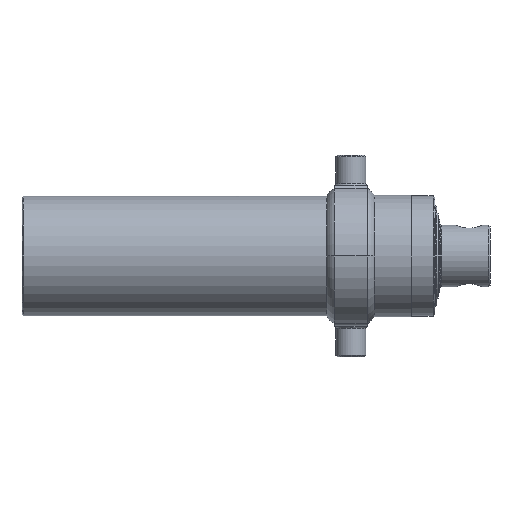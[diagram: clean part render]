
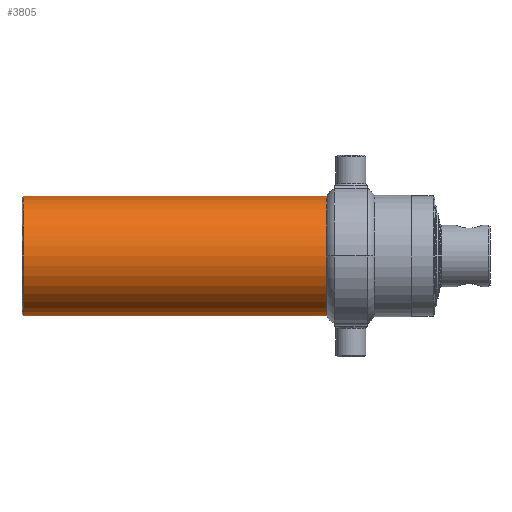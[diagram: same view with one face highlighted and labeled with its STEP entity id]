
A CAD part, left-side view. The second image highlights one B-rep face of the part: STEP entity #3805.
In plain terms, the highlighted cylindrical face has radius 100.5 mm (diameter 201 mm), a partial arc.
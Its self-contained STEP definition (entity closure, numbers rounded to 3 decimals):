
#4 = VERTEX_POINT ( 'NONE', #2940 ) ;
#132 = CARTESIAN_POINT ( 'NONE',  ( 0., 46.5, 0. ) ) ;
#135 = CARTESIAN_POINT ( 'NONE',  ( -5.469, 71.524, 100.351 ) ) ;
#163 = LINE ( 'NONE', #3822, #2812 ) ;
#188 = VERTEX_POINT ( 'NONE', #2221 ) ;
#200 = CARTESIAN_POINT ( 'NONE',  ( 0., 80., 100.5 ) ) ;
#213 = CARTESIAN_POINT ( 'NONE',  ( -5.097, 70.829, 100.371 ) ) ;
#245 = VERTEX_POINT ( 'NONE', #4088 ) ;
#268 = CARTESIAN_POINT ( 'NONE',  ( -1.552, 79.799, 100.488 ) ) ;
#275 = CARTESIAN_POINT ( 'NONE',  ( -4.772, 70.341, 100.387 ) ) ;
#299 = CARTESIAN_POINT ( 'NONE',  ( 0., 624., 0. ) ) ;
#345 = EDGE_CURVE ( 'NONE', #4, #2489, #4125, .T. ) ;
#376 = CARTESIAN_POINT ( 'NONE',  ( -1.929, 79.685, 100.482 ) ) ;
#390 = CARTESIAN_POINT ( 'NONE',  ( -1.558, 68.193, 100.489 ) ) ;
#417 = CARTESIAN_POINT ( 'NONE',  ( 0., 68., 100.5 ) ) ;
#465 = CARTESIAN_POINT ( 'NONE',  ( -3.66, 69.23, 100.434 ) ) ;
#477 = DIRECTION ( 'NONE',  ( 0., 0., 1. ) ) ;
#478 = CYLINDRICAL_SURFACE ( 'NONE', #3993, 100.5 ) ;
#572 = DIRECTION ( 'NONE',  ( 0., -1., 0. ) ) ;
#573 = FACE_OUTER_BOUND ( 'NONE', #3613, .T. ) ;
#638 = DIRECTION ( 'NONE',  ( 0., 0., 1. ) ) ;
#831 = ORIENTED_EDGE ( 'NONE', *, *, #4343, .F. ) ;
#862 = CARTESIAN_POINT ( 'NONE',  ( -5.097, 77.171, 100.371 ) ) ;
#880 = DIRECTION ( 'NONE',  ( 0., -1., 0. ) ) ;
#894 = ORIENTED_EDGE ( 'NONE', *, *, #345, .F. ) ;
#928 = CARTESIAN_POINT ( 'NONE',  ( -5.552, 76.3, 100.347 ) ) ;
#989 = LINE ( 'NONE', #3663, #1915 ) ;
#1069 = CARTESIAN_POINT ( 'NONE',  ( 0., 68., 100.5 ) ) ;
#1165 = CARTESIAN_POINT ( 'NONE',  ( -5.846, 75.364, 100.33 ) ) ;
#1206 = CARTESIAN_POINT ( 'NONE',  ( -4.524, 70.038, 100.399 ) ) ;
#1215 = CARTESIAN_POINT ( 'NONE',  ( 0., 498.63, 100.5 ) ) ;
#1254 = CARTESIAN_POINT ( 'NONE',  ( 0., 498.63, 0. ) ) ;
#1294 = CARTESIAN_POINT ( 'NONE',  ( -6., 73.611, 100.321 ) ) ;
#1310 = CARTESIAN_POINT ( 'NONE',  ( -5.798, 75.557, 100.333 ) ) ;
#1336 = CARTESIAN_POINT ( 'NONE',  ( -5.695, 72.069, 100.339 ) ) ;
#1397 = CARTESIAN_POINT ( 'NONE',  ( -2.116, 79.618, 100.478 ) ) ;
#1430 = CARTESIAN_POINT ( 'NONE',  ( -5.198, 70.997, 100.366 ) ) ;
#1517 = EDGE_CURVE ( 'NONE', #245, #3126, #163, .T. ) ;
#1524 = CARTESIAN_POINT ( 'NONE',  ( -5.808, 72.443, 100.332 ) ) ;
#1590 = ORIENTED_EDGE ( 'NONE', *, *, #1802, .F. ) ;
#1603 = VERTEX_POINT ( 'NONE', #3502 ) ;
#1605 = CARTESIAN_POINT ( 'NONE',  ( -5.961, 73.213, 100.323 ) ) ;
#1753 = DIRECTION ( 'NONE',  ( 0., -1., 0. ) ) ;
#1756 = AXIS2_PLACEMENT_3D ( 'NONE', #132, #2538, #477 ) ;
#1802 = EDGE_CURVE ( 'NONE', #2489, #188, #2748, .T. ) ;
#1805 = CARTESIAN_POINT ( 'NONE',  ( -2.661, 79.392, 100.465 ) ) ;
#1855 = CARTESIAN_POINT ( 'NONE',  ( -5.384, 71.345, 100.356 ) ) ;
#1902 = CARTESIAN_POINT ( 'NONE',  ( 0., 46.5, -100.5 ) ) ;
#1915 = VECTOR ( 'NONE', #3649, 1000. ) ;
#1925 = VECTOR ( 'NONE', #880, 1000. ) ;
#1964 = CARTESIAN_POINT ( 'NONE',  ( -3.964, 69.478, 100.422 ) ) ;
#2221 = CARTESIAN_POINT ( 'NONE',  ( 0., 46.5, 100.5 ) ) ;
#2279 = CARTESIAN_POINT ( 'NONE',  ( -3.658, 78.772, 100.434 ) ) ;
#2347 = CARTESIAN_POINT ( 'NONE',  ( -3.005, 68.803, 100.455 ) ) ;
#2489 = VERTEX_POINT ( 'NONE', #1069 ) ;
#2529 = CIRCLE ( 'NONE', #2567, 100.5 ) ;
#2538 = DIRECTION ( 'NONE',  ( 0., -1., 0. ) ) ;
#2567 = AXIS2_PLACEMENT_3D ( 'NONE', #299, #2708, #638 ) ;
#2661 = CARTESIAN_POINT ( 'NONE',  ( -0.397, 80., 100.5 ) ) ;
#2662 = ORIENTED_EDGE ( 'NONE', *, *, #2759, .F. ) ;
#2708 = DIRECTION ( 'NONE',  ( 0., -1., 0. ) ) ;
#2711 = CARTESIAN_POINT ( 'NONE',  ( -5.962, 74.783, 100.323 ) ) ;
#2737 = ORIENTED_EDGE ( 'NONE', *, *, #3224, .T. ) ;
#2740 = CIRCLE ( 'NONE', #1756, 100.5 ) ;
#2748 = LINE ( 'NONE', #1215, #1925 ) ;
#2759 = EDGE_CURVE ( 'NONE', #1603, #4, #989, .T. ) ;
#2793 = CARTESIAN_POINT ( 'NONE',  ( -3.967, 78.519, 100.422 ) ) ;
#2812 = VECTOR ( 'NONE', #1753, 1000. ) ;
#2923 = CARTESIAN_POINT ( 'NONE',  ( -0.786, 79.961, 100.498 ) ) ;
#2940 = CARTESIAN_POINT ( 'NONE',  ( 0., 80., 100.5 ) ) ;
#2951 = CARTESIAN_POINT ( 'NONE',  ( -4.768, 77.663, 100.387 ) ) ;
#3092 = ORIENTED_EDGE ( 'NONE', *, *, #1517, .T. ) ;
#3126 = VERTEX_POINT ( 'NONE', #1902 ) ;
#3134 = CARTESIAN_POINT ( 'NONE',  ( -2.658, 68.617, 100.465 ) ) ;
#3224 = EDGE_CURVE ( 'NONE', #1603, #245, #2529, .T. ) ;
#3347 = DIRECTION ( 'NONE',  ( 0., 0., 1. ) ) ;
#3502 = CARTESIAN_POINT ( 'NONE',  ( 0., 624., 100.5 ) ) ;
#3537 = CARTESIAN_POINT ( 'NONE',  ( -5.385, 76.654, 100.356 ) ) ;
#3552 = CARTESIAN_POINT ( 'NONE',  ( -4.52, 77.965, 100.399 ) ) ;
#3584 = CARTESIAN_POINT ( 'NONE',  ( -5.199, 77.001, 100.365 ) ) ;
#3613 = EDGE_LOOP ( 'NONE', ( #2737, #3092, #831, #1590, #894, #2662 ) ) ;
#3616 = CARTESIAN_POINT ( 'NONE',  ( -0.392, 68., 100.5 ) ) ;
#3649 = DIRECTION ( 'NONE',  ( 0., -1., 0. ) ) ;
#3663 = CARTESIAN_POINT ( 'NONE',  ( 0., 498.63, 100.5 ) ) ;
#3674 = CARTESIAN_POINT ( 'NONE',  ( -0.789, 68.039, 100.498 ) ) ;
#3704 = CARTESIAN_POINT ( 'NONE',  ( -2.478, 68.532, 100.47 ) ) ;
#3805 = ADVANCED_FACE ( 'NONE', ( #573 ), #478, .T. ) ;
#3822 = CARTESIAN_POINT ( 'NONE',  ( 0., 498.63, -100.5 ) ) ;
#3829 = CARTESIAN_POINT ( 'NONE',  ( -6., 74.394, 100.321 ) ) ;
#3873 = CARTESIAN_POINT ( 'NONE',  ( -1.362, 79.847, 100.491 ) ) ;
#3930 = CARTESIAN_POINT ( 'NONE',  ( -3.173, 68.904, 100.45 ) ) ;
#3993 = AXIS2_PLACEMENT_3D ( 'NONE', #1254, #572, #3347 ) ;
#4010 = CARTESIAN_POINT ( 'NONE',  ( -3.006, 79.208, 100.456 ) ) ;
#4021 = CARTESIAN_POINT ( 'NONE',  ( -1.932, 68.306, 100.482 ) ) ;
#4088 = CARTESIAN_POINT ( 'NONE',  ( 0., 624., -100.5 ) ) ;
#4125 = B_SPLINE_CURVE_WITH_KNOTS ( 'NONE', 3,
 ( #200, #2661, #2923, #3873, #268, #376, #1397, #1805, #4010, #2279, #2793, #3552, #2951, #862, #3584, #3537, #928, #4354, #1310, #1165, #2711, #3829, #1294, #1605, #1524, #1336, #135, #1855, #1430, #213, #275, #1206, #1964, #465, #3930, #2347, #3134, #3704, #4021, #390, #3674, #3616, #417 ),
 .UNSPECIFIED., .F., .F.,
 ( 4, 2, 2, 2, 2, 2, 2, 2, 1, 2, 2, 2, 2, 2, 2, 2, 2, 2, 2, 2, 2, 4 ),
 ( 0., 0.001, 0.002, 0.002, 0.004, 0.005, 0.006, 0.006, 0.007, 0.008, 0.008, 0.009, 0.011, 0.012, 0.012, 0.013, 0.014, 0.015, 0.016, 0.016, 0.018, 0.019 ),
 .UNSPECIFIED. ) ;
#4343 = EDGE_CURVE ( 'NONE', #188, #3126, #2740, .T. ) ;
#4354 = CARTESIAN_POINT ( 'NONE',  ( -5.684, 75.932, 100.339 ) ) ;
